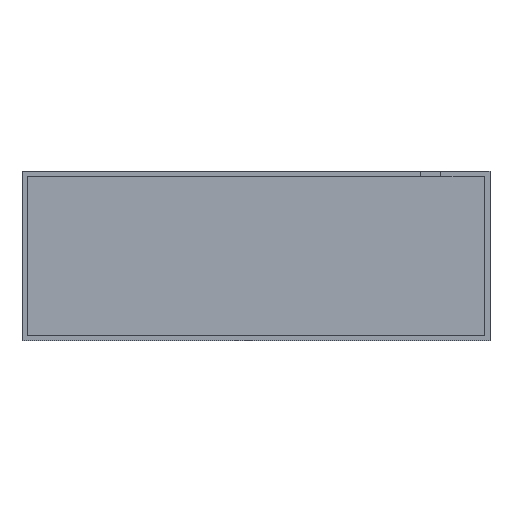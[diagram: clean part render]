
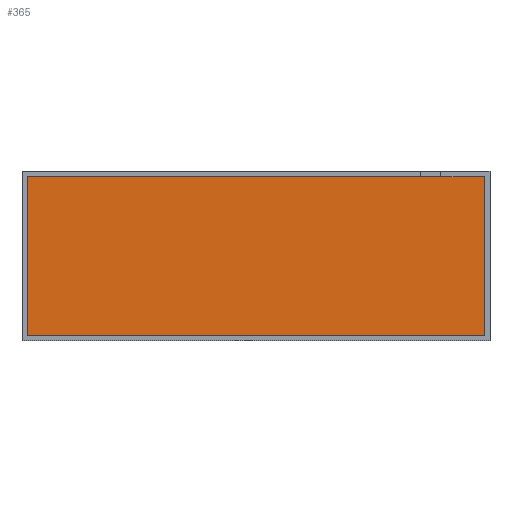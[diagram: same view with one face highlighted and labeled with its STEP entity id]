
A CAD part, top view. The second image highlights one B-rep face of the part: STEP entity #365.
In plain terms, the highlighted planar face has unit normal (0, 0, 1).
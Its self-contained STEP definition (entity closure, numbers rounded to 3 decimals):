
#5 = VERTEX_POINT ( 'NONE', #436 ) ;
#11 = LINE ( 'NONE', #587, #389 ) ;
#24 = AXIS2_PLACEMENT_3D ( 'NONE', #490, #335, #245 ) ;
#50 = PLANE ( 'NONE',  #24 ) ;
#54 = ORIENTED_EDGE ( 'NONE', *, *, #444, .T. ) ;
#76 = EDGE_LOOP ( 'NONE', ( #54, #305, #101, #209 ) ) ;
#88 = CARTESIAN_POINT ( 'NONE',  ( 170., 59., 5. ) ) ;
#101 = ORIENTED_EDGE ( 'NONE', *, *, #297, .T. ) ;
#116 = CARTESIAN_POINT ( 'NONE',  ( -170., 59., 5. ) ) ;
#123 = VECTOR ( 'NONE', #445, 1000. ) ;
#136 = CARTESIAN_POINT ( 'NONE',  ( -170., 59., 5. ) ) ;
#153 = CARTESIAN_POINT ( 'NONE',  ( 170., 59., 5. ) ) ;
#159 = VERTEX_POINT ( 'NONE', #136 ) ;
#209 = ORIENTED_EDGE ( 'NONE', *, *, #397, .T. ) ;
#226 = VECTOR ( 'NONE', #536, 1000. ) ;
#245 = DIRECTION ( 'NONE',  ( -1., 0., 0. ) ) ;
#267 = VECTOR ( 'NONE', #514, 1000. ) ;
#287 = EDGE_CURVE ( 'NONE', #345, #5, #11, .T. ) ;
#296 = CARTESIAN_POINT ( 'NONE',  ( -170., -59., 5. ) ) ;
#297 = EDGE_CURVE ( 'NONE', #5, #609, #496, .T. ) ;
#305 = ORIENTED_EDGE ( 'NONE', *, *, #287, .T. ) ;
#335 = DIRECTION ( 'NONE',  ( 0., 0., -1. ) ) ;
#338 = LINE ( 'NONE', #584, #226 ) ;
#343 = DIRECTION ( 'NONE',  ( 1., 0., 0. ) ) ;
#345 = VERTEX_POINT ( 'NONE', #296 ) ;
#365 = ADVANCED_FACE ( 'NONE', ( #498 ), #50, .F. ) ;
#389 = VECTOR ( 'NONE', #343, 1000. ) ;
#397 = EDGE_CURVE ( 'NONE', #609, #159, #338, .T. ) ;
#436 = CARTESIAN_POINT ( 'NONE',  ( 170., -59., 5. ) ) ;
#444 = EDGE_CURVE ( 'NONE', #159, #345, #561, .T. ) ;
#445 = DIRECTION ( 'NONE',  ( 0., 1., 0. ) ) ;
#490 = CARTESIAN_POINT ( 'NONE',  ( 0., 0., 5. ) ) ;
#496 = LINE ( 'NONE', #153, #123 ) ;
#498 = FACE_OUTER_BOUND ( 'NONE', #76, .T. ) ;
#514 = DIRECTION ( 'NONE',  ( 0., -1., 0. ) ) ;
#536 = DIRECTION ( 'NONE',  ( -1., 0., 0. ) ) ;
#561 = LINE ( 'NONE', #116, #267 ) ;
#584 = CARTESIAN_POINT ( 'NONE',  ( 170., 59., 5. ) ) ;
#587 = CARTESIAN_POINT ( 'NONE',  ( 170., -59., 5. ) ) ;
#609 = VERTEX_POINT ( 'NONE', #88 ) ;
